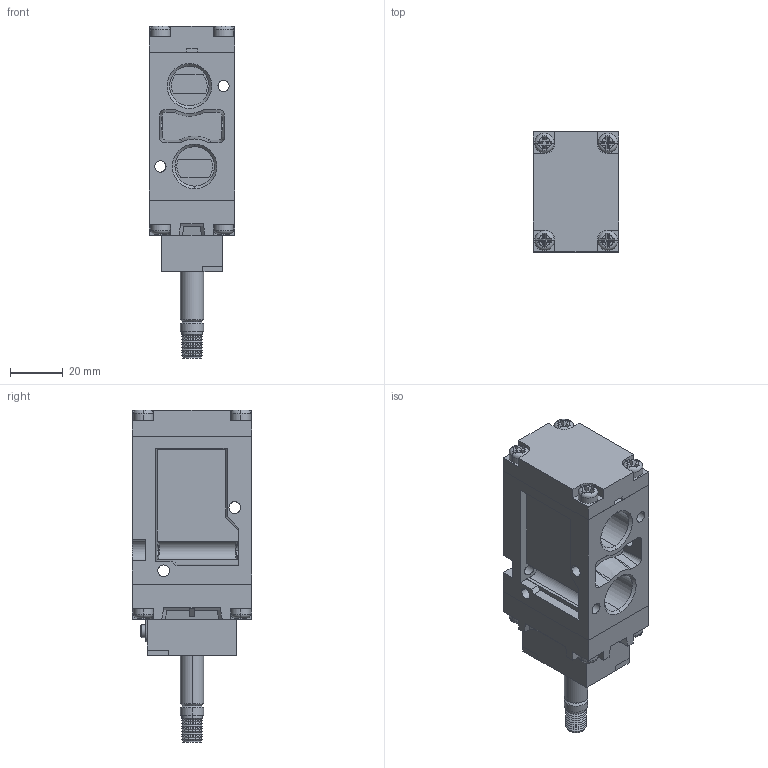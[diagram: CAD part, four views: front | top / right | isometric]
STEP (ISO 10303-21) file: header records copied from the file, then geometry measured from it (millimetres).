
FILE_DESCRIPTION (( 'STEP AP203' ), '1' );
FILE_NAME ('SF5701-IP.STEP', '2016-01-05T00:49:55', ( 'yrd8' ), ( '' ), 'SwSTEP 2.0', 'SolidWorks 2008', '' );
FILE_SCHEMA (( 'CONFIG_CONTROL_DESIGN' ));
Length unit declared in the file: millimetre
Products named in the file (5): SF5701-IP; SF5600 Body_ル遽; SF5000 Semi_晦獄 撲薑; SF5000 Pilot_ル遽; SF5000 Body Cover_ル遽
Assembly tree (4 placements, depth 2):
  SF5701-IP
    SF5000 Semi_晦獄 撲薑
    SF5600 Body_ル遽
    SF5000 Body Cover_ル遽
    SF5000 Pilot_ル遽
Bounding box: 32.5 x 45.5 x 125.9 mm (x, y, z)
Volume: 106905 mm3; surface area: 31994.5 mm2
Topology: 4 solids, 4 shells, 525 faces, 1379 edges, 891 vertices
Faces by surface type: plane 365, cylinder 85, cone 59, torus 16
Entity records: 16730 total; most frequent: CARTESIAN_POINT 3253, ORIENTED_EDGE 2754, DIRECTION 2599, EDGE_CURVE 1377, LINE 975, VECTOR 975, VERTEX_POINT 890, AXIS2_PLACEMENT_3D 812
